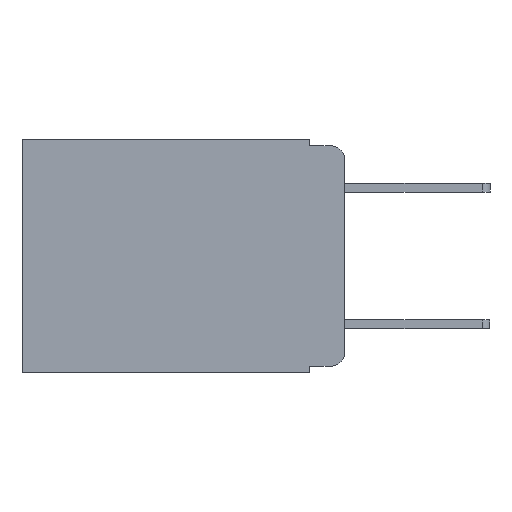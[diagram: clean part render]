
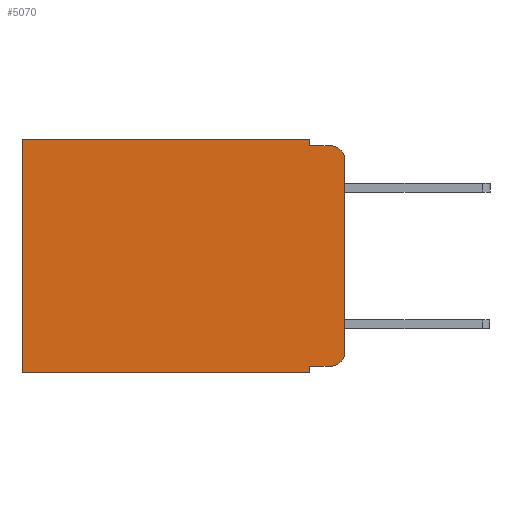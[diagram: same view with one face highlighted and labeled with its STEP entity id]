
A CAD part, left-side view. The second image highlights one B-rep face of the part: STEP entity #5070.
In plain terms, the highlighted planar face has unit normal (-1, 0, 0).
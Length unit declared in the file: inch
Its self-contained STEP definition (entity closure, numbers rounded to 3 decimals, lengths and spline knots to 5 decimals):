
#26 = CARTESIAN_POINT ( 'NONE',  ( 0.298, 0.473, 0. ) ) ;
#96 = CARTESIAN_POINT ( 'NONE',  ( 0.298, 0., 0. ) ) ;
#121 = VERTEX_POINT ( 'NONE', #5758 ) ;
#177 = CARTESIAN_POINT ( 'NONE',  ( 0.298, 0., -0.313 ) ) ;
#625 = CARTESIAN_POINT ( 'NONE',  ( 0.298, 0.051, 0. ) ) ;
#655 = DIRECTION ( 'NONE',  ( 0., 0., -1. ) ) ;
#778 = EDGE_CURVE ( 'NONE', #6985, #4322, #8556, .T. ) ;
#870 = DIRECTION ( 'NONE',  ( 0., 0., -1. ) ) ;
#895 = VERTEX_POINT ( 'NONE', #5260 ) ;
#1013 = EDGE_CURVE ( 'NONE', #895, #1096, #1639, .T. ) ;
#1038 = CARTESIAN_POINT ( 'NONE',  ( 0.298, 0.051, -0.333 ) ) ;
#1096 = VERTEX_POINT ( 'NONE', #177 ) ;
#1174 = VECTOR ( 'NONE', #7426, 39.37008 ) ;
#1209 = ORIENTED_EDGE ( 'NONE', *, *, #6074, .F. ) ;
#1390 = VECTOR ( 'NONE', #5183, 39.37008 ) ;
#1407 = LINE ( 'NONE', #625, #8737 ) ;
#1501 = ORIENTED_EDGE ( 'NONE', *, *, #4039, .T. ) ;
#1570 = ORIENTED_EDGE ( 'NONE', *, *, #6529, .T. ) ;
#1606 = ORIENTED_EDGE ( 'NONE', *, *, #778, .F. ) ;
#1639 = LINE ( 'NONE', #96, #1390 ) ;
#1743 = ORIENTED_EDGE ( 'NONE', *, *, #4482, .F. ) ;
#1746 = ORIENTED_EDGE ( 'NONE', *, *, #7103, .T. ) ;
#1785 = ORIENTED_EDGE ( 'NONE', *, *, #6186, .T. ) ;
#2170 = VERTEX_POINT ( 'NONE', #26 ) ;
#2313 = CARTESIAN_POINT ( 'NONE',  ( 0.298, 0.02, -0.03 ) ) ;
#2885 = DIRECTION ( 'NONE',  ( -1., 0., 0. ) ) ;
#3138 = EDGE_CURVE ( 'NONE', #895, #4697, #8663, .T. ) ;
#3184 = ORIENTED_EDGE ( 'NONE', *, *, #3138, .T. ) ;
#3225 = VERTEX_POINT ( 'NONE', #1038 ) ;
#3294 = LINE ( 'NONE', #5498, #6714 ) ;
#3573 = ORIENTED_EDGE ( 'NONE', *, *, #1013, .F. ) ;
#3771 = AXIS2_PLACEMENT_3D ( 'NONE', #2313, #7069, #8383 ) ;
#4039 = EDGE_CURVE ( 'NONE', #9105, #2170, #6855, .T. ) ;
#4142 = VECTOR ( 'NONE', #5566, 39.37008 ) ;
#4322 = VERTEX_POINT ( 'NONE', #6954 ) ;
#4366 = VECTOR ( 'NONE', #8329, 39.37008 ) ;
#4423 = CARTESIAN_POINT ( 'NONE',  ( 0.298, 0.051, -0.333 ) ) ;
#4482 = EDGE_CURVE ( 'NONE', #3225, #6985, #1407, .T. ) ;
#4697 = VERTEX_POINT ( 'NONE', #7301 ) ;
#4779 = VECTOR ( 'NONE', #870, 39.37008 ) ;
#4998 = FACE_OUTER_BOUND ( 'NONE', #7405, .T. ) ;
#5070 = ADVANCED_FACE ( 'NONE', ( #4998 ), #6666, .F. ) ;
#5089 = CIRCLE ( 'NONE', #6982, 0.02 ) ;
#5183 = DIRECTION ( 'NONE',  ( 0., 0., -1. ) ) ;
#5260 = CARTESIAN_POINT ( 'NONE',  ( 0.298, 0., -0.03 ) ) ;
#5498 = CARTESIAN_POINT ( 'NONE',  ( 0.298, 0.051, -0.01 ) ) ;
#5566 = DIRECTION ( 'NONE',  ( 0., 0., -1. ) ) ;
#5622 = ORIENTED_EDGE ( 'NONE', *, *, #7552, .F. ) ;
#5758 = CARTESIAN_POINT ( 'NONE',  ( 0.298, 0.051, -0.01 ) ) ;
#6074 = EDGE_CURVE ( 'NONE', #9105, #121, #7875, .T. ) ;
#6186 = EDGE_CURVE ( 'NONE', #8715, #1096, #5089, .T. ) ;
#6193 = DIRECTION ( 'NONE',  ( 0., -1., 0. ) ) ;
#6529 = EDGE_CURVE ( 'NONE', #2170, #4322, #8795, .T. ) ;
#6666 = PLANE ( 'NONE',  #7812 ) ;
#6714 = VECTOR ( 'NONE', #6193, 39.37008 ) ;
#6853 = VECTOR ( 'NONE', #8281, 39.37008 ) ;
#6855 = LINE ( 'NONE', #7379, #1174 ) ;
#6954 = CARTESIAN_POINT ( 'NONE',  ( 0.298, 0.473, -0.343 ) ) ;
#6982 = AXIS2_PLACEMENT_3D ( 'NONE', #7024, #2885, #7708 ) ;
#6985 = VERTEX_POINT ( 'NONE', #8233 ) ;
#7001 = CARTESIAN_POINT ( 'NONE',  ( 0.298, 0.051, 0. ) ) ;
#7024 = CARTESIAN_POINT ( 'NONE',  ( 0.298, 0.02, -0.313 ) ) ;
#7069 = DIRECTION ( 'NONE',  ( -1., 0., 0. ) ) ;
#7103 = EDGE_CURVE ( 'NONE', #3225, #8715, #7689, .T. ) ;
#7301 = CARTESIAN_POINT ( 'NONE',  ( 0.298, 0.02, -0.01 ) ) ;
#7379 = CARTESIAN_POINT ( 'NONE',  ( 0.298, 0., 0. ) ) ;
#7405 = EDGE_LOOP ( 'NONE', ( #3573, #3184, #5622, #1209, #1501, #1570, #1606, #1743, #1746, #1785 ) ) ;
#7426 = DIRECTION ( 'NONE',  ( 0., 1., 0. ) ) ;
#7552 = EDGE_CURVE ( 'NONE', #121, #4697, #3294, .T. ) ;
#7689 = LINE ( 'NONE', #4423, #4366 ) ;
#7708 = DIRECTION ( 'NONE',  ( 0., 0., -1. ) ) ;
#7812 = AXIS2_PLACEMENT_3D ( 'NONE', #8307, #8446, #8436 ) ;
#7875 = LINE ( 'NONE', #8767, #4142 ) ;
#7907 = CARTESIAN_POINT ( 'NONE',  ( 0.298, 0., -0.343 ) ) ;
#7951 = CARTESIAN_POINT ( 'NONE',  ( 0.298, 0.473, 0. ) ) ;
#8054 = CARTESIAN_POINT ( 'NONE',  ( 0.298, 0.02, -0.333 ) ) ;
#8233 = CARTESIAN_POINT ( 'NONE',  ( 0.298, 0.051, -0.343 ) ) ;
#8281 = DIRECTION ( 'NONE',  ( 0., 1., 0. ) ) ;
#8307 = CARTESIAN_POINT ( 'NONE',  ( 0.298, 0., 0. ) ) ;
#8329 = DIRECTION ( 'NONE',  ( 0., -1., 0. ) ) ;
#8383 = DIRECTION ( 'NONE',  ( 0., 0., -1. ) ) ;
#8436 = DIRECTION ( 'NONE',  ( 0., 0., -1. ) ) ;
#8446 = DIRECTION ( 'NONE',  ( 1., 0., 0. ) ) ;
#8556 = LINE ( 'NONE', #7907, #6853 ) ;
#8663 = CIRCLE ( 'NONE', #3771, 0.02 ) ;
#8715 = VERTEX_POINT ( 'NONE', #8054 ) ;
#8737 = VECTOR ( 'NONE', #655, 39.37008 ) ;
#8767 = CARTESIAN_POINT ( 'NONE',  ( 0.298, 0.051, 0. ) ) ;
#8795 = LINE ( 'NONE', #7951, #4779 ) ;
#9105 = VERTEX_POINT ( 'NONE', #7001 ) ;
